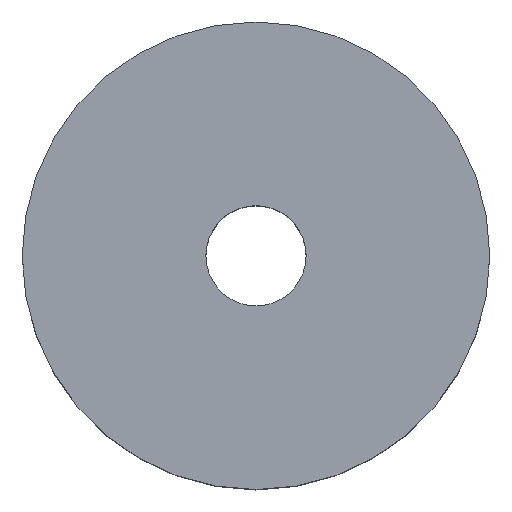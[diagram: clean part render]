
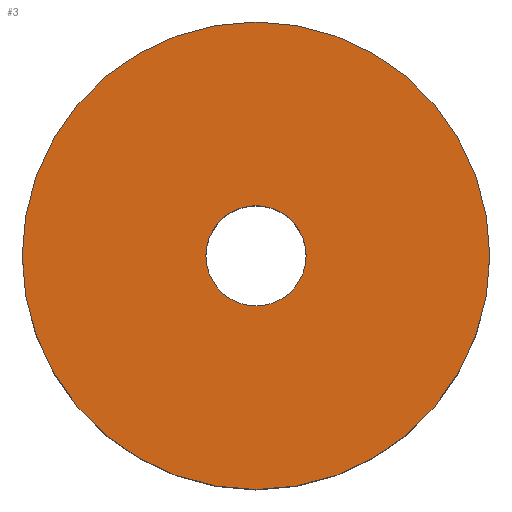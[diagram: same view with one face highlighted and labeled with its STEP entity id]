
A CAD part, top view. The second image highlights one B-rep face of the part: STEP entity #3.
In plain terms, the highlighted planar face has unit normal (0, 0, 1).
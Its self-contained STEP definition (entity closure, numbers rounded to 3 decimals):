
#3 = ADVANCED_FACE ( 'NONE', ( #181, #48 ), #234, .T. ) ;
#12 = DIRECTION ( 'NONE',  ( 1., 0., 0. ) ) ;
#18 = CARTESIAN_POINT ( 'NONE',  ( 6., 0., 28. ) ) ;
#29 = CARTESIAN_POINT ( 'NONE',  ( 0., 0., 28. ) ) ;
#31 = CARTESIAN_POINT ( 'NONE',  ( 0., 0., 28. ) ) ;
#32 = VERTEX_POINT ( 'NONE', #108 ) ;
#48 = FACE_BOUND ( 'NONE', #182, .T. ) ;
#52 = DIRECTION ( 'NONE',  ( 0., 0., 1. ) ) ;
#54 = CARTESIAN_POINT ( 'NONE',  ( -28., 0., 28. ) ) ;
#57 = VERTEX_POINT ( 'NONE', #66 ) ;
#59 = EDGE_CURVE ( 'NONE', #200, #32, #123, .T. ) ;
#61 = CIRCLE ( 'NONE', #109, 28. ) ;
#65 = DIRECTION ( 'NONE',  ( 1., 0., 0. ) ) ;
#66 = CARTESIAN_POINT ( 'NONE',  ( -6., 0., 28. ) ) ;
#70 = DIRECTION ( 'NONE',  ( 1., 0., 0. ) ) ;
#73 = ORIENTED_EDGE ( 'NONE', *, *, #89, .F. ) ;
#77 = CARTESIAN_POINT ( 'NONE',  ( 0., 0., 28. ) ) ;
#86 = DIRECTION ( 'NONE',  ( 1., 0., 0. ) ) ;
#88 = DIRECTION ( 'NONE',  ( 0., 0., 1. ) ) ;
#89 = EDGE_CURVE ( 'NONE', #57, #184, #187, .T. ) ;
#94 = DIRECTION ( 'NONE',  ( 1., 0., 0. ) ) ;
#95 = EDGE_CURVE ( 'NONE', #184, #57, #99, .T. ) ;
#96 = ORIENTED_EDGE ( 'NONE', *, *, #95, .F. ) ;
#99 = CIRCLE ( 'NONE', #204, 6. ) ;
#106 = ORIENTED_EDGE ( 'NONE', *, *, #59, .T. ) ;
#108 = CARTESIAN_POINT ( 'NONE',  ( 28., 0., 28. ) ) ;
#109 = AXIS2_PLACEMENT_3D ( 'NONE', #153, #175, #70 ) ;
#120 = AXIS2_PLACEMENT_3D ( 'NONE', #77, #217, #94 ) ;
#123 = CIRCLE ( 'NONE', #120, 28. ) ;
#126 = CARTESIAN_POINT ( 'NONE',  ( 0., 0., 28. ) ) ;
#153 = CARTESIAN_POINT ( 'NONE',  ( 0., 0., 28. ) ) ;
#166 = AXIS2_PLACEMENT_3D ( 'NONE', #31, #52, #12 ) ;
#167 = DIRECTION ( 'NONE',  ( 0., 0., 1. ) ) ;
#169 = EDGE_CURVE ( 'NONE', #32, #200, #61, .T. ) ;
#171 = EDGE_LOOP ( 'NONE', ( #106, #212 ) ) ;
#175 = DIRECTION ( 'NONE',  ( 0., 0., 1. ) ) ;
#181 = FACE_OUTER_BOUND ( 'NONE', #171, .T. ) ;
#182 = EDGE_LOOP ( 'NONE', ( #73, #96 ) ) ;
#184 = VERTEX_POINT ( 'NONE', #18 ) ;
#187 = CIRCLE ( 'NONE', #166, 6. ) ;
#196 = AXIS2_PLACEMENT_3D ( 'NONE', #126, #167, #65 ) ;
#200 = VERTEX_POINT ( 'NONE', #54 ) ;
#204 = AXIS2_PLACEMENT_3D ( 'NONE', #29, #88, #86 ) ;
#212 = ORIENTED_EDGE ( 'NONE', *, *, #169, .T. ) ;
#217 = DIRECTION ( 'NONE',  ( 0., 0., 1. ) ) ;
#234 = PLANE ( 'NONE',  #196 ) ;
